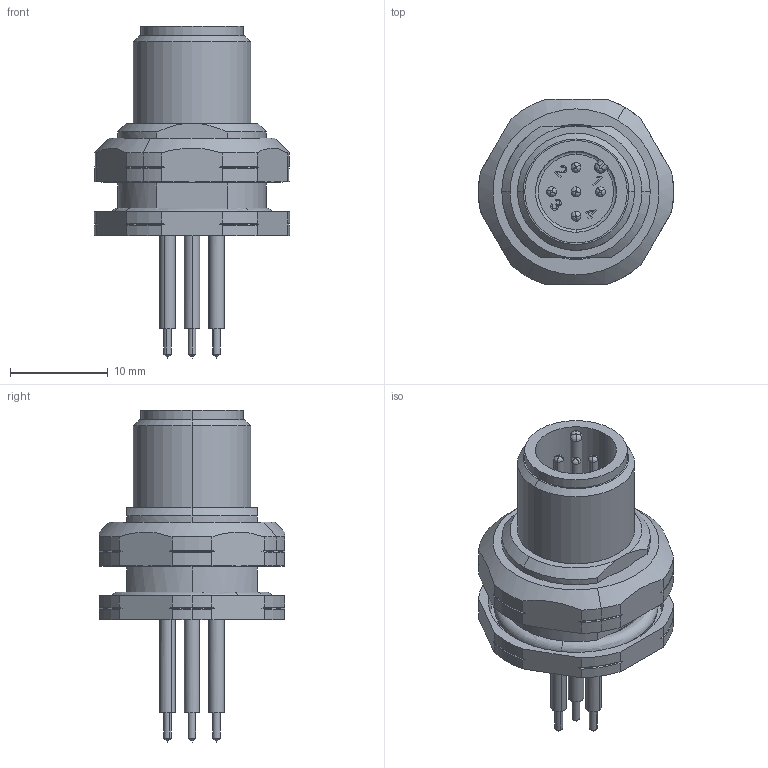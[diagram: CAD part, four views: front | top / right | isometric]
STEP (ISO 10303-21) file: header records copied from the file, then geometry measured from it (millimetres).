
FILE_DESCRIPTION(('CATIA V5R24 STEP','CAx-IF Rec.Pracs.--- Model Styling and Organization---1.2---2011-12-15'),'2;1');
FILE_NAME ('D1461787_0_2422190000_2422190000.stp','2017-05-11T05:13:19+00:00',('none'),('Weidmueller'),'CATIA Version 5-6 Release 2014 SP4 HF52','CATIA V5 STEP AP214','none');
FILE_SCHEMA(('AUTOMOTIVE_DESIGN { 1 0 10303 214 1 1 1 1 }'));
Length unit declared in the file: millimetre
Products named in the file (1): v5-standard_part
Bounding box: 20 x 19 x 34 mm (x, y, z)
Volume: 3042.1 mm3; surface area: 4066.2 mm2
Topology: 1 solids, 13 shells, 486 faces, 1310 edges, 858 vertices
Faces by surface type: cylinder 184, plane 138, cone 86, bspline 59, torus 19
Entity records: 16981 total; most frequent: CARTESIAN_POINT 5319, ORIENTED_EDGE 2600, DIRECTION 1741, EDGE_CURVE 1300, VERTEX_POINT 858, AXIS2_PLACEMENT_3D 812, EDGE_LOOP 532, VECTOR 501
